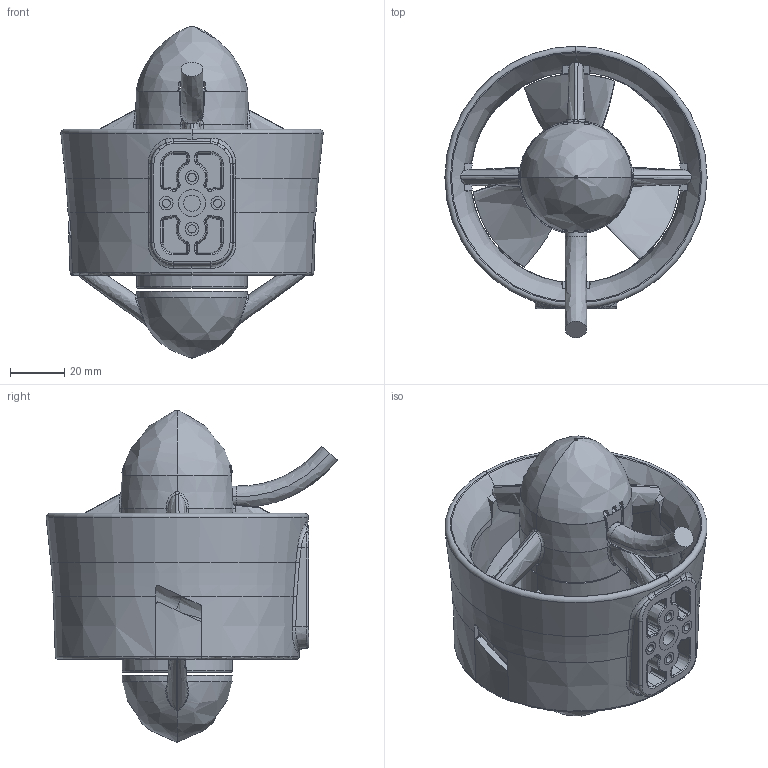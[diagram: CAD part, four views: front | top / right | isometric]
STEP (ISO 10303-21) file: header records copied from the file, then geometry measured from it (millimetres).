
FILE_DESCRIPTION (( 'STEP AP203' ), '1' );
FILE_NAME ('Z80拸厙欶勤俋俋夤.STEP', '2025-01-12T08:15:46', ( '' ), ( '' ), 'SwSTEP 2.0', 'SolidWorks 2022', '' );
FILE_SCHEMA (( 'CONFIG_CONTROL_DESIGN' ));
Length unit declared in the file: millimetre
Products named in the file (1): Z80拸厙欶勤俋俋夤
Bounding box: 96.77 x 107.65 x 122.5 mm (x, y, z)
Volume: 215223.2 mm3; surface area: 66955.3 mm2
Topology: 1 solids, 5 shells, 678 faces, 1764 edges, 1095 vertices
Faces by surface type: plane 221, cylinder 150, bspline 130, cone 109, torus 68
Entity records: 31291 total; most frequent: CARTESIAN_POINT 15876, ORIENTED_EDGE 3504, DIRECTION 2878, EDGE_CURVE 1752, AXIS2_PLACEMENT_3D 1168, VERTEX_POINT 1095, EDGE_LOOP 721, ADVANCED_FACE 678
